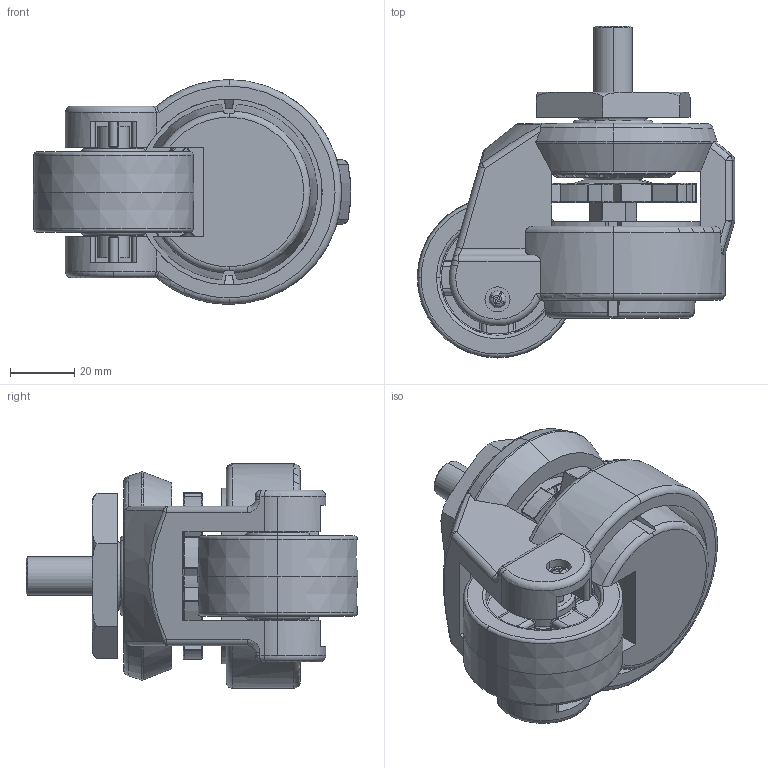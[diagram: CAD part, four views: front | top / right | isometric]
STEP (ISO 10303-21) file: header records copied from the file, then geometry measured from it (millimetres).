
FILE_DESCRIPTION (( 'STEP AP214' ), '1' );
FILE_NAME ('M12 Stem Mt Leveling Caster Blk-250kg(00DLC-3400-001-00).step', '2023-08-22T21:06:59', ( '' ), ( '' ), 'SwSTEP 2.0', 'SolidWorks 2020', '' );
FILE_SCHEMA (( 'AUTOMOTIVE_DESIGN' ));
Length unit declared in the file: millimetre
Products named in the file (1): M12 Stem Mt Leveling Caster Blk-250kg(00DLC-3400-001-00)
Bounding box: 98.89 x 103.39 x 70 mm (x, y, z)
Volume: 208365.4 mm3; surface area: 67052.4 mm2
Topology: 10 solids, 10 shells, 854 faces, 2054 edges, 1193 vertices
Faces by surface type: cylinder 251, plane 250, torus 155, sphere 82, cone 71, bspline 45
Entity records: 34560 total; most frequent: CARTESIAN_POINT 7706, DIRECTION 4292, ORIENTED_EDGE 3978, EDGE_CURVE 1989, AXIS2_PLACEMENT_3D 1746, VERTEX_POINT 1175, CIRCLE 936, EDGE_LOOP 890
